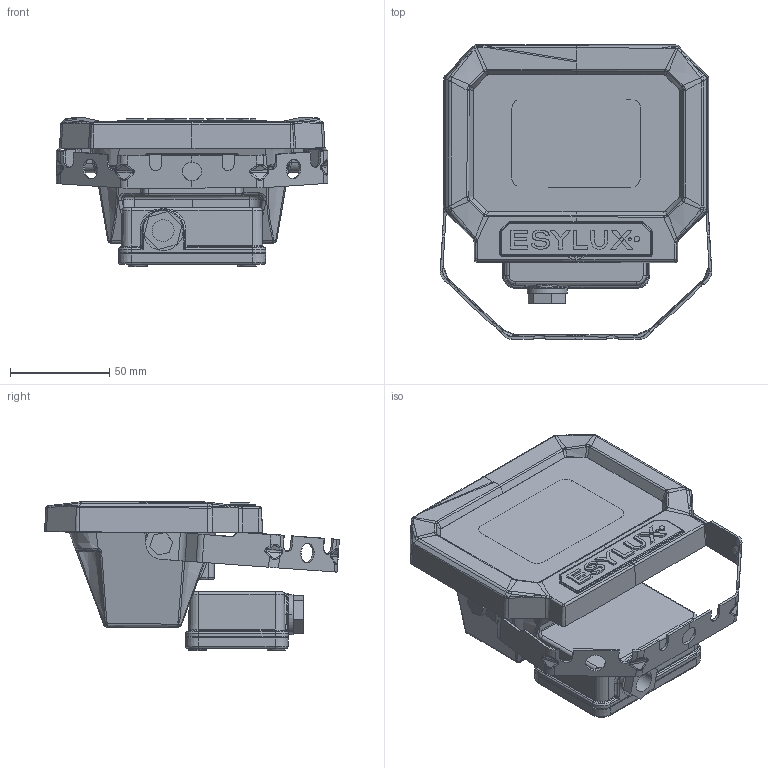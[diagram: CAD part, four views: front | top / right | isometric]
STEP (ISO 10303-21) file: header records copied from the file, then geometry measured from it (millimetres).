
FILE_DESCRIPTION('');
FILE_NAME('');
FILE_SCHEMA(('CONFIG_CONTROL_DESIGN'));
Products named in the file (1): EL10810053
Bounding box: 136.39 x 148.25 x 75.15 mm (x, y, z)
Volume: 404846.2 mm3; surface area: 132003.4 mm2
Topology: 20 solids, 22 shells, 1580 faces, 3948 edges, 2406 vertices
Faces by surface type: plane 635, bspline 514, cylinder 318, torus 56, extrusion 33, cone 24
Entity records: 69214 total; most frequent: CARTESIAN_POINT 38046, ORIENTED_EDGE 7842, EDGE_CURVE 3897, DIRECTION 3811, VERTEX_POINT 2376, VECTOR 1731, LINE 1698, B_SPLINE_CURVE_WITH_KNOTS 1686
